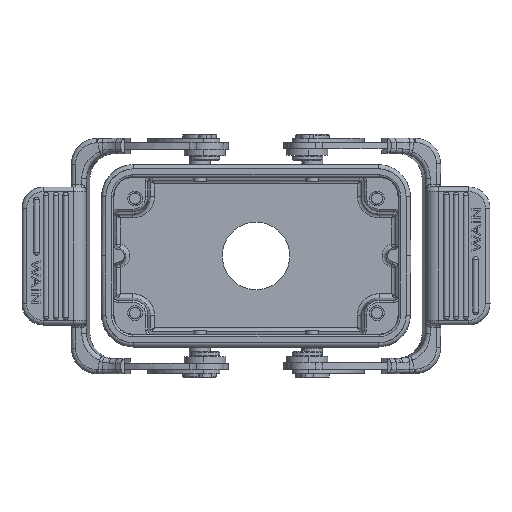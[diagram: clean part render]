
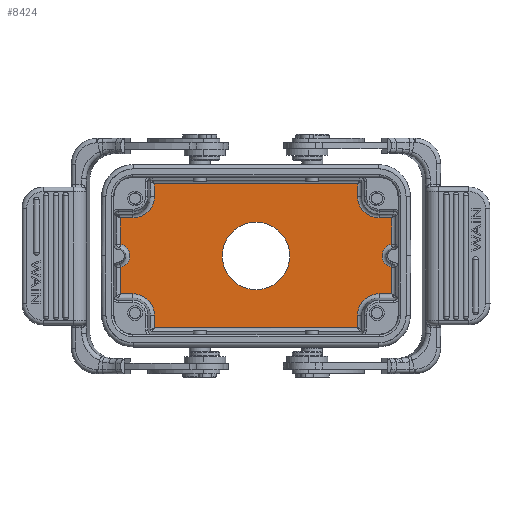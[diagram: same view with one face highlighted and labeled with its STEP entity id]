
A CAD part, front view. The second image highlights one B-rep face of the part: STEP entity #8424.
In plain terms, the highlighted planar face has unit normal (0, -1, 0).
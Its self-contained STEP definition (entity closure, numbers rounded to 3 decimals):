
#2725=PLANE('',#30112);
#4209=LINE('',#45599,#6435);
#4213=LINE('',#45614,#6439);
#4216=LINE('',#45763,#6442);
#4258=LINE('',#46245,#6484);
#4263=LINE('',#46427,#6489);
#4266=LINE('',#46441,#6492);
#4271=LINE('',#46600,#6497);
#4275=LINE('',#46753,#6501);
#4278=LINE('',#46767,#6504);
#4281=LINE('',#46916,#6507);
#4283=LINE('',#47122,#6509);
#4284=LINE('',#47124,#6510);
#4285=LINE('',#47126,#6511);
#4286=LINE('',#47130,#6512);
#6435=VECTOR('',#34747,1.);
#6439=VECTOR('',#34767,1.);
#6442=VECTOR('',#34778,1.);
#6484=VECTOR('',#35008,1.);
#6489=VECTOR('',#35027,1.);
#6492=VECTOR('',#35046,1.);
#6497=VECTOR('',#35059,1.);
#6501=VECTOR('',#35071,1.);
#6504=VECTOR('',#35090,1.);
#6507=VECTOR('',#35101,1.);
#6509=VECTOR('',#35137,1.);
#6510=VECTOR('',#35140,1.);
#6511=VECTOR('',#35141,1.);
#6512=VECTOR('',#35144,1.);
#8424=ADVANCED_FACE('',(#10487,#10488),#2725,.F.);
#10487=FACE_BOUND('',#11565,.T.);
#10488=FACE_BOUND('',#11566,.T.);
#11565=EDGE_LOOP('',(#16642,#16643));
#11566=EDGE_LOOP('',(#16644,#16645,#16646,#16647,#16648,#16649,#16650,#16651,
#16652,#16653,#16654,#16655,#16656,#16657,#16658,#16659,#16660,#16661,#16662,
#16663));
#16642=ORIENTED_EDGE('',*,*,#24145,.F.);
#16643=ORIENTED_EDGE('',*,*,#24146,.F.);
#16644=ORIENTED_EDGE('',*,*,#25758,.F.);
#16645=ORIENTED_EDGE('',*,*,#25749,.T.);
#16646=ORIENTED_EDGE('',*,*,#25743,.T.);
#16647=ORIENTED_EDGE('',*,*,#25741,.F.);
#16648=ORIENTED_EDGE('',*,*,#25736,.T.);
#16649=ORIENTED_EDGE('',*,*,#25729,.T.);
#16650=ORIENTED_EDGE('',*,*,#25721,.T.);
#16651=ORIENTED_EDGE('',*,*,#25719,.F.);
#16652=ORIENTED_EDGE('',*,*,#25714,.T.);
#16653=ORIENTED_EDGE('',*,*,#25701,.T.);
#16654=ORIENTED_EDGE('',*,*,#25698,.F.);
#16655=ORIENTED_EDGE('',*,*,#25770,.F.);
#16656=ORIENTED_EDGE('',*,*,#25771,.F.);
#16657=ORIENTED_EDGE('',*,*,#25772,.F.);
#16658=ORIENTED_EDGE('',*,*,#25773,.F.);
#16659=ORIENTED_EDGE('',*,*,#25581,.T.);
#16660=ORIENTED_EDGE('',*,*,#25575,.T.);
#16661=ORIENTED_EDGE('',*,*,#25573,.F.);
#16662=ORIENTED_EDGE('',*,*,#25567,.T.);
#16663=ORIENTED_EDGE('',*,*,#25769,.T.);
#21214=VERTEX_POINT('',#40427);
#21215=VERTEX_POINT('',#40429);
#22171=VERTEX_POINT('',#45598);
#22172=VERTEX_POINT('',#45600);
#22174=VERTEX_POINT('',#45611);
#22175=VERTEX_POINT('',#45615);
#22177=VERTEX_POINT('',#45764);
#22250=VERTEX_POINT('',#46231);
#22251=VERTEX_POINT('',#46235);
#22254=VERTEX_POINT('',#46246);
#22259=VERTEX_POINT('',#46428);
#22261=VERTEX_POINT('',#46438);
#22262=VERTEX_POINT('',#46442);
#22266=VERTEX_POINT('',#46601);
#22269=VERTEX_POINT('',#46754);
#22271=VERTEX_POINT('',#46764);
#22272=VERTEX_POINT('',#46768);
#22274=VERTEX_POINT('',#46917);
#22279=VERTEX_POINT('',#46952);
#22283=VERTEX_POINT('',#47125);
#22284=VERTEX_POINT('',#47127);
#22285=VERTEX_POINT('',#47129);
#24145=EDGE_CURVE('',#21215,#21214,#27788,.T.);
#24146=EDGE_CURVE('',#21214,#21215,#27789,.T.);
#25567=EDGE_CURVE('',#22172,#22171,#4209,.T.);
#25573=EDGE_CURVE('',#22172,#22174,#28253,.T.);
#25575=EDGE_CURVE('',#22175,#22174,#4213,.T.);
#25581=EDGE_CURVE('',#22177,#22175,#4216,.T.);
#25698=EDGE_CURVE('',#22250,#22251,#28304,.T.);
#25701=EDGE_CURVE('',#22254,#22251,#4258,.T.);
#25714=EDGE_CURVE('',#22259,#22254,#4263,.T.);
#25719=EDGE_CURVE('',#22259,#22261,#28309,.T.);
#25721=EDGE_CURVE('',#22262,#22261,#4266,.T.);
#25729=EDGE_CURVE('',#22266,#22262,#4271,.T.);
#25736=EDGE_CURVE('',#22269,#22266,#4275,.T.);
#25741=EDGE_CURVE('',#22269,#22271,#28315,.T.);
#25743=EDGE_CURVE('',#22272,#22271,#4278,.T.);
#25749=EDGE_CURVE('',#22274,#22272,#4281,.T.);
#25758=EDGE_CURVE('',#22274,#22279,#28321,.T.);
#25769=EDGE_CURVE('',#22171,#22279,#4283,.T.);
#25770=EDGE_CURVE('',#22283,#22250,#4284,.T.);
#25771=EDGE_CURVE('',#22284,#22283,#4285,.T.);
#25772=EDGE_CURVE('',#22285,#22284,#28325,.T.);
#25773=EDGE_CURVE('',#22177,#22285,#4286,.T.);
#27788=CIRCLE('',#28999,7.95);
#27789=CIRCLE('',#29001,7.95);
#28253=CIRCLE('',#29957,5.054);
#28304=CIRCLE('',#30055,2.772);
#28309=CIRCLE('',#30070,5.054);
#28315=CIRCLE('',#30086,5.054);
#28321=CIRCLE('',#30100,2.772);
#28325=CIRCLE('',#30111,5.054);
#28999=AXIS2_PLACEMENT_3D('',#40430,#32173,#32174);
#29001=AXIS2_PLACEMENT_3D('',#40432,#32177,#32178);
#29957=AXIS2_PLACEMENT_3D('',#45610,#34761,#34762);
#30055=AXIS2_PLACEMENT_3D('',#46236,#35002,#35003);
#30070=AXIS2_PLACEMENT_3D('',#46437,#35040,#35041);
#30086=AXIS2_PLACEMENT_3D('',#46763,#35084,#35085);
#30100=AXIS2_PLACEMENT_3D('',#46951,#35116,#35117);
#30111=AXIS2_PLACEMENT_3D('',#47128,#35142,#35143);
#30112=AXIS2_PLACEMENT_3D('',#47131,#35145,#35146);
#32173=DIRECTION('',(0.,-1.,0.));
#32174=DIRECTION('',(-1.,0.,0.));
#32177=DIRECTION('',(0.,-1.,0.));
#32178=DIRECTION('',(1.,0.,0.));
#34747=DIRECTION('',(1.,0.,0.));
#34761=DIRECTION('',(0.,-1.,0.));
#34762=DIRECTION('',(0.,0.,1.));
#34767=DIRECTION('',(0.,0.,1.));
#34778=DIRECTION('',(1.,0.,0.));
#35002=DIRECTION('',(0.,-1.,0.));
#35003=DIRECTION('',(0.2,0.,-0.98));
#35008=DIRECTION('',(0.,0.,-1.));
#35027=DIRECTION('',(-1.,0.,0.));
#35040=DIRECTION('',(0.,-1.,0.));
#35041=DIRECTION('',(0.,0.,-1.));
#35046=DIRECTION('',(0.,0.,-1.));
#35059=DIRECTION('',(-1.,0.,0.));
#35071=DIRECTION('',(0.,0.,1.));
#35084=DIRECTION('',(0.,-1.,0.));
#35085=DIRECTION('',(-1.,0.,0.));
#35090=DIRECTION('',(-1.,0.,0.));
#35101=DIRECTION('',(0.,0.,1.));
#35116=DIRECTION('',(0.,-1.,0.));
#35117=DIRECTION('',(-0.2,0.,0.98));
#35137=DIRECTION('',(0.,0.,1.));
#35140=DIRECTION('',(0.,0.,1.));
#35141=DIRECTION('',(-1.,0.,0.));
#35142=DIRECTION('',(0.,-1.,0.));
#35143=DIRECTION('',(1.,0.,0.));
#35144=DIRECTION('',(0.,0.,1.));
#35145=DIRECTION('',(0.,1.,0.));
#35146=DIRECTION('',(0.,0.,-1.));
#40427=CARTESIAN_POINT('',(7.95,19.35,0.));
#40429=CARTESIAN_POINT('',(-7.95,19.35,0.));
#40430=CARTESIAN_POINT('',(0.,19.35,0.));
#40432=CARTESIAN_POINT('',(0.,19.35,0.));
#45598=CARTESIAN_POINT('',(31.947,19.35,-8.947));
#45599=CARTESIAN_POINT('',(29.,19.35,-8.947));
#45600=CARTESIAN_POINT('',(29.,19.35,-8.946));
#45610=CARTESIAN_POINT('',(29.,19.35,-14.));
#45611=CARTESIAN_POINT('',(23.946,19.35,-14.));
#45614=CARTESIAN_POINT('',(23.947,19.35,-16.947));
#45615=CARTESIAN_POINT('',(23.947,19.35,-16.947));
#45763=CARTESIAN_POINT('',(-23.947,19.35,-16.947));
#45764=CARTESIAN_POINT('',(-23.947,19.35,-16.947));
#46231=CARTESIAN_POINT('',(-31.947,19.35,-2.716));
#46235=CARTESIAN_POINT('',(-31.947,19.35,2.716));
#46236=CARTESIAN_POINT('',(-32.5,19.35,0.));
#46245=CARTESIAN_POINT('',(-31.947,19.35,8.947));
#46246=CARTESIAN_POINT('',(-31.947,19.35,8.947));
#46427=CARTESIAN_POINT('',(-29.,19.35,8.947));
#46428=CARTESIAN_POINT('',(-29.,19.35,8.946));
#46437=CARTESIAN_POINT('',(-29.,19.35,14.));
#46438=CARTESIAN_POINT('',(-23.946,19.35,14.));
#46441=CARTESIAN_POINT('',(-23.947,19.35,16.947));
#46442=CARTESIAN_POINT('',(-23.947,19.35,16.947));
#46600=CARTESIAN_POINT('',(23.947,19.35,16.947));
#46601=CARTESIAN_POINT('',(23.947,19.35,16.947));
#46753=CARTESIAN_POINT('',(23.947,19.35,14.));
#46754=CARTESIAN_POINT('',(23.946,19.35,14.));
#46763=CARTESIAN_POINT('',(29.,19.35,14.));
#46764=CARTESIAN_POINT('',(29.,19.35,8.946));
#46767=CARTESIAN_POINT('',(31.947,19.35,8.947));
#46768=CARTESIAN_POINT('',(31.947,19.35,8.947));
#46916=CARTESIAN_POINT('',(31.947,19.35,2.716));
#46917=CARTESIAN_POINT('',(31.947,19.35,2.716));
#46951=CARTESIAN_POINT('',(32.5,19.35,0.));
#46952=CARTESIAN_POINT('',(31.947,19.35,-2.716));
#47122=CARTESIAN_POINT('',(31.947,19.35,-8.947));
#47124=CARTESIAN_POINT('',(-31.947,19.35,-8.947));
#47125=CARTESIAN_POINT('',(-31.947,19.35,-8.947));
#47126=CARTESIAN_POINT('',(-29.,19.35,-8.947));
#47127=CARTESIAN_POINT('',(-29.,19.35,-8.947));
#47128=CARTESIAN_POINT('',(-29.,19.35,-14.));
#47129=CARTESIAN_POINT('',(-23.947,19.35,-14.));
#47130=CARTESIAN_POINT('',(-23.947,19.35,-16.947));
#47131=CARTESIAN_POINT('',(0.,19.35,0.));
